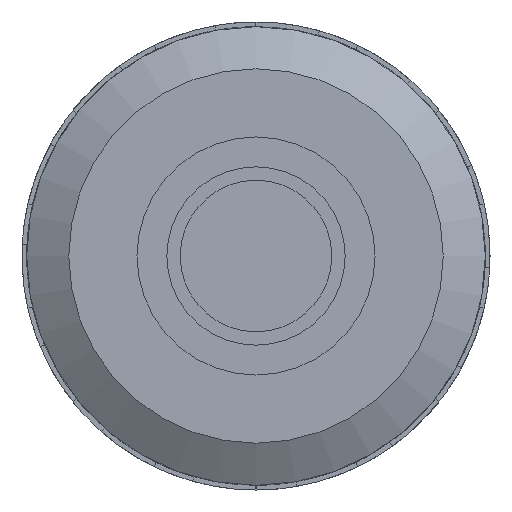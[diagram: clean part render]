
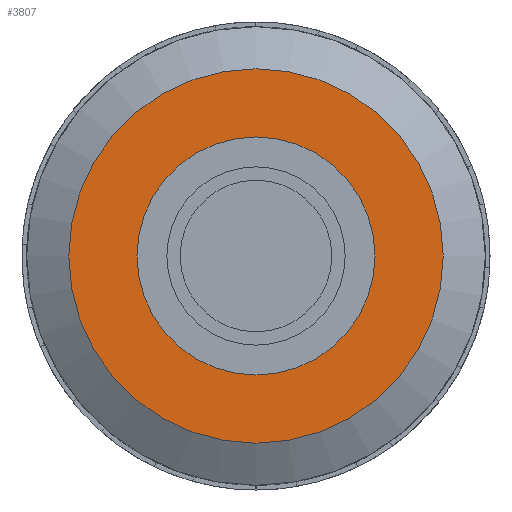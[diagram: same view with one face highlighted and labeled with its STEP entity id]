
A CAD part, left-side view. The second image highlights one B-rep face of the part: STEP entity #3807.
In plain terms, the highlighted planar face has unit normal (-1, 0, 0).
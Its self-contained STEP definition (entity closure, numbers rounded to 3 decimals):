
#112=CARTESIAN_POINT('',(-41.864,0.,13.35));
#113=VERTEX_POINT('',#112);
#114=CARTESIAN_POINT('',(-41.864,0.0,0.0));
#115=DIRECTION('',(-1.0,0.0,0.0));
#116=DIRECTION('',(0.0,0.0,-1.0));
#117=AXIS2_PLACEMENT_3D('',#114,#115,#116);
#118=CIRCLE('',#117,13.35);
#119=EDGE_CURVE('',#113,#113,#118,.T.);
#549=CARTESIAN_POINT('',(-41.864,0.,-21.0));
#550=VERTEX_POINT('',#549);
#551=CARTESIAN_POINT('',(-41.864,0.0,0.0));
#552=DIRECTION('',(-1.0,0.0,0.0));
#553=DIRECTION('',(0.0,0.0,1.0));
#554=AXIS2_PLACEMENT_3D('',#551,#552,#553);
#555=CIRCLE('',#554,21.0);
#556=EDGE_CURVE('',#550,#550,#555,.T.);
#3796=CARTESIAN_POINT('',(-41.864,0.0,16.75));
#3797=DIRECTION('',(-1.0,0.0,0.0));
#3798=DIRECTION('',(0.0,0.0,1.0));
#3799=AXIS2_PLACEMENT_3D('',#3796,#3797,#3798);
#3800=PLANE('',#3799);
#3801=ORIENTED_EDGE('',*,*,#556,.T.);
#3802=EDGE_LOOP('',(#3801));
#3803=FACE_OUTER_BOUND('',#3802,.T.);
#3804=ORIENTED_EDGE('',*,*,#119,.F.);
#3805=EDGE_LOOP('',(#3804));
#3806=FACE_BOUND('',#3805,.T.);
#3807=ADVANCED_FACE('',(#3803,#3806),#3800,.T.);
